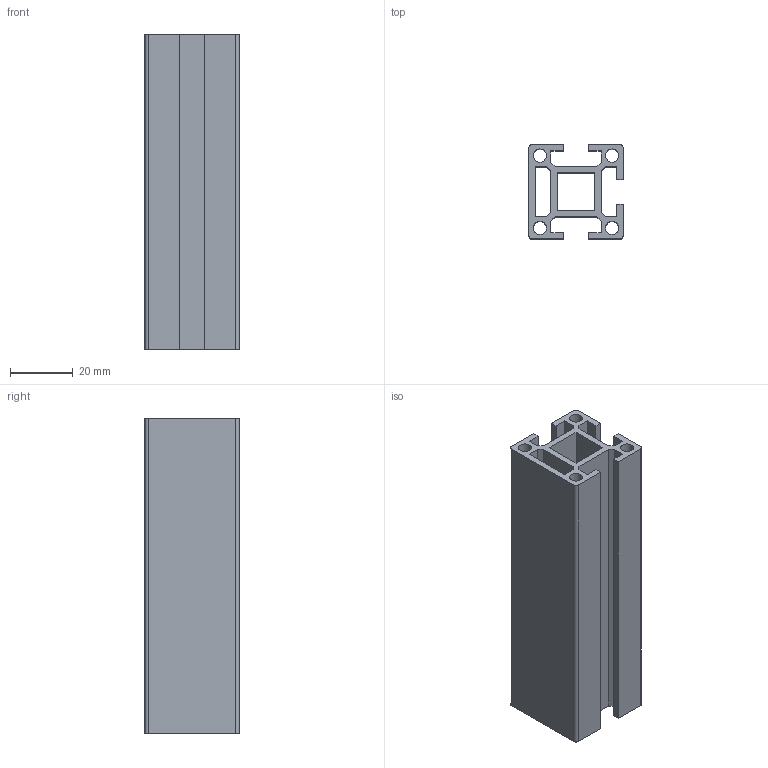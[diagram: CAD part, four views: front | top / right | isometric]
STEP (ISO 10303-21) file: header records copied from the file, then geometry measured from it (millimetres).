
FILE_DESCRIPTION(('Creo Elements/Direct Modeling STEP Export'),'2;1');
FILE_NAME('33.0021_Quadratprofil-MMS-33_30x30mm-1seitig-geschl..stp','2022-03-18T13:56:59',(''),(''),'PTC Creo Elements/Direct Modeling STEP processor for AP214 (Solid Model)','PTC Creo Elements/Direct Modeling 19.0C 15-Aug-2015 (C) Parametric Technology GmbH','');
FILE_SCHEMA(('AUTOMOTIVE_DESIGN { 1 0 10303 214 1 1 1 1 }'));
Length unit declared in the file: millimetre
Products named in the file (2): Quadratprofil-MMS-33_30x30mm-1seitig-geschl._33.0021_PX175901
Assembly tree (1 placements, depth 2):
  Quadratprofil-MMS-33_30x30mm-1seitig-geschl._33.0021_PX175901
    Quadratprofil-MMS-33_30x30mm-1seitig-geschl._33.0021_PX175901
Bounding box: 30 x 30 x 100 mm (x, y, z)
Volume: 33871.4 mm3; surface area: 35121 mm2
Topology: 1 solids, 1 shells, 58 faces, 172 edges, 116 vertices
Faces by surface type: plane 46, cylinder 12
Entity records: 1919 total; most frequent: ORIENTED_EDGE 344, CARTESIAN_POINT 330, DIRECTION 288, EDGE_CURVE 172, VECTOR 140, LINE 140, VERTEX_POINT 116, AXIS2_PLACEMENT_3D 74
